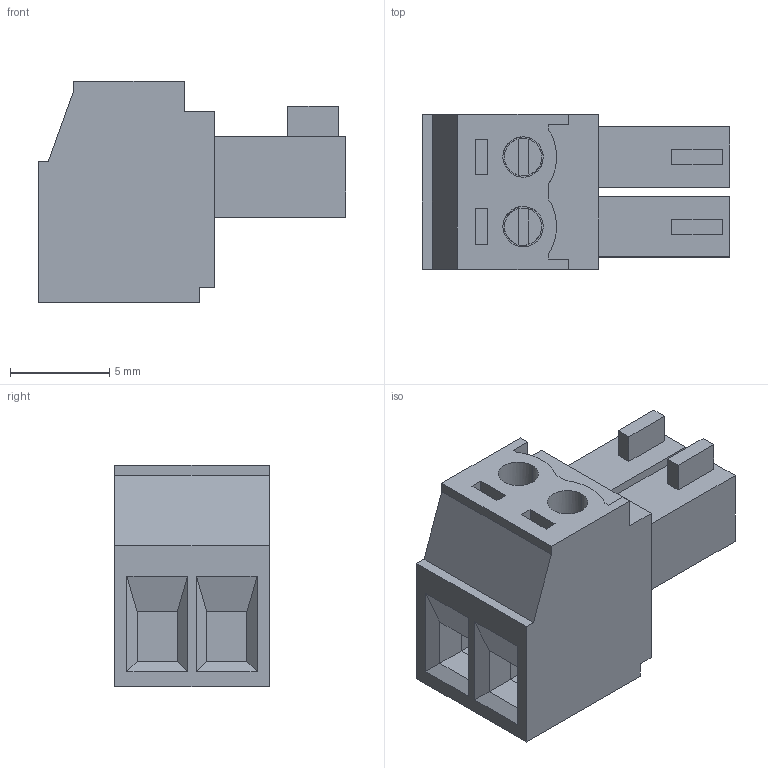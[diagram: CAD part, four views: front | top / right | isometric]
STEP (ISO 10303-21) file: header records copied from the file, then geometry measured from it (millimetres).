
FILE_DESCRIPTION(/* description */ (''),/* implementation_level */ '2;1');
FILE_NAME(/* name */ 'PLUG-3~3',/* time_stamp */ '2023-05-26T01:48:10+03:00',/* author */ (''),/* organization */ (''),/* preprocessor_version */ 'ST-DEVELOPER v16.5',/* originating_system */ '',/* authorisation */ '');
FILE_SCHEMA (('AUTOMOTIVE_DESIGN'));
Length unit declared in the file: millimetre
Products named in the file (1): Document
Bounding box: 15.49 x 7.8 x 11.18 mm (x, y, z)
Volume: 804.7 mm3; surface area: 843.2 mm2
Topology: 1 solids, 1 shells, 111 faces, 261 edges, 166 vertices
Faces by surface type: plane 89, bspline 22
Entity records: 3103 total; most frequent: CARTESIAN_POINT 1275, ORIENTED_EDGE 522, EDGE_CURVE 261, B_SPLINE_CURVE_WITH_KNOTS 217, VERTEX_POINT 166, EDGE_LOOP 125, ADVANCED_FACE 111, FACE_OUTER_BOUND 111
